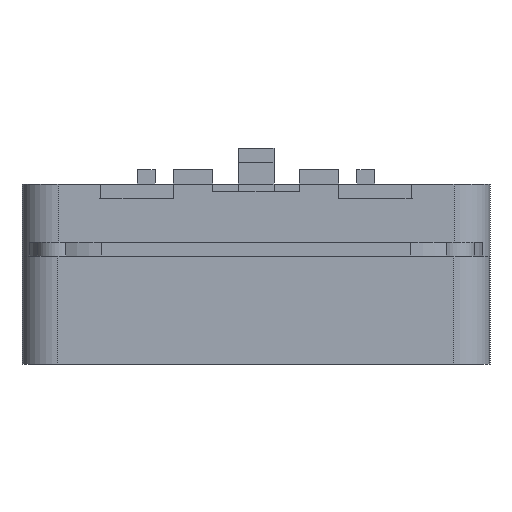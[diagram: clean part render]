
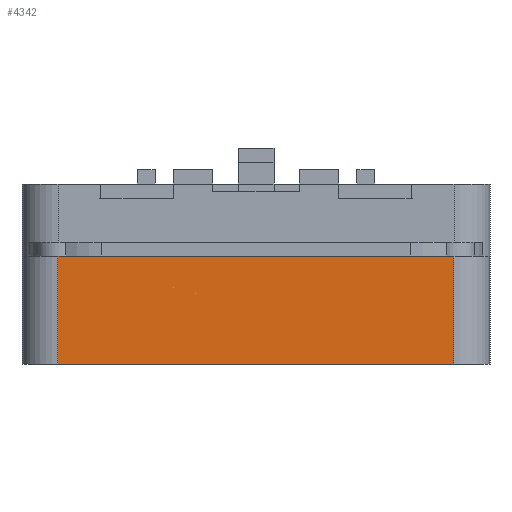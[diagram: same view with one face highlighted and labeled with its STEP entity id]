
A CAD part, left-side view. The second image highlights one B-rep face of the part: STEP entity #4342.
In plain terms, the highlighted planar face has unit normal (-1, 0, 0).
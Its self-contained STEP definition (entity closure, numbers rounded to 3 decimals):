
#3940 = VERTEX_POINT('',#3941);
#3941 = CARTESIAN_POINT('',(-185.,27.5,0.));
#3948 = EDGE_CURVE('',#3940,#3949,#3951,.T.);
#3949 = VERTEX_POINT('',#3950);
#3950 = CARTESIAN_POINT('',(-185.,-27.5,0.));
#3951 = LINE('',#3952,#3953);
#3952 = CARTESIAN_POINT('',(-185.,32.5,0.));
#3953 = VECTOR('',#3954,1.);
#3954 = DIRECTION('',(0.,-1.,0.));
#4040 = EDGE_CURVE('',#3949,#4041,#4043,.T.);
#4041 = VERTEX_POINT('',#4042);
#4042 = CARTESIAN_POINT('',(-185.,-27.5,15.));
#4043 = LINE('',#4044,#4045);
#4044 = CARTESIAN_POINT('',(-185.,-27.5,0.));
#4045 = VECTOR('',#4046,1.);
#4046 = DIRECTION('',(0.,0.,1.));
#4324 = VERTEX_POINT('',#4325);
#4325 = CARTESIAN_POINT('',(-185.,27.5,15.));
#4332 = EDGE_CURVE('',#4324,#4041,#4333,.T.);
#4333 = LINE('',#4334,#4335);
#4334 = CARTESIAN_POINT('',(-185.,32.5,15.));
#4335 = VECTOR('',#4336,1.);
#4336 = DIRECTION('',(0.,-1.,0.));
#4342 = ADVANCED_FACE('',(#4343),#4354,.F.);
#4343 = FACE_BOUND('',#4344,.F.);
#4344 = EDGE_LOOP('',(#4345,#4346,#4352,#4353));
#4345 = ORIENTED_EDGE('',*,*,#3948,.F.);
#4346 = ORIENTED_EDGE('',*,*,#4347,.T.);
#4347 = EDGE_CURVE('',#3940,#4324,#4348,.T.);
#4348 = LINE('',#4349,#4350);
#4349 = CARTESIAN_POINT('',(-185.,27.5,0.));
#4350 = VECTOR('',#4351,1.);
#4351 = DIRECTION('',(0.,0.,1.));
#4352 = ORIENTED_EDGE('',*,*,#4332,.T.);
#4353 = ORIENTED_EDGE('',*,*,#4040,.F.);
#4354 = PLANE('',#4355);
#4355 = AXIS2_PLACEMENT_3D('',#4356,#4357,#4358);
#4356 = CARTESIAN_POINT('',(-185.,32.5,0.));
#4357 = DIRECTION('',(1.,0.,0.));
#4358 = DIRECTION('',(0.,-1.,0.));
